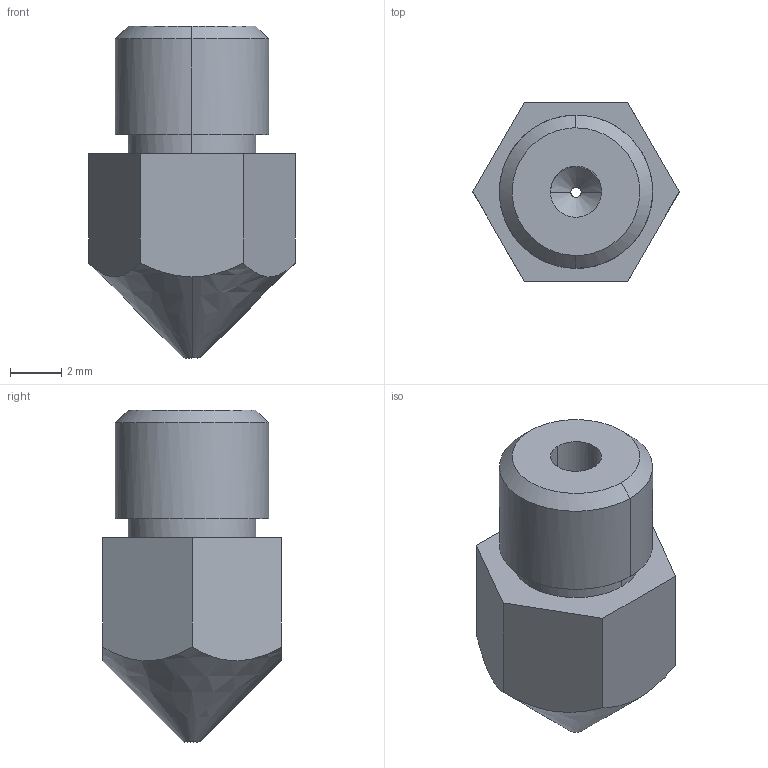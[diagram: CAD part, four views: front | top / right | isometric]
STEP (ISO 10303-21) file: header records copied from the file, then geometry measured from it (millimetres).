
FILE_DESCRIPTION(('FreeCAD Model'),'2;1');
FILE_NAME('MP2506-MK8_nozzle_0.4mm 01.stp','2016-01-27T22:40:53',('FreeCAD'),('FreeCAD'), 'Open CASCADE STEP processor 6.8','FreeCAD','Unknown');
FILE_SCHEMA(('AUTOMOTIVE_DESIGN_CC2 { 1 2 10303 214 -1 1 5 4 }'));
Length unit declared in the file: millimetre
Products named in the file (1): Open CASCADE STEP translator 6.8 114
Bounding box: 8.08 x 7 x 13 mm (x, y, z)
Volume: 343.8 mm3; surface area: 393.5 mm2
Topology: 1 solids, 1 shells, 24 faces, 58 edges, 38 vertices
Faces by surface type: bspline 14, plane 10
Entity records: 3148 total; most frequent: CARTESIAN_POINT 2373, B_SPLINE_CURVE_WITH_KNOTS 136, ORIENTED_EDGE 116, PCURVE 116, DEFINITIONAL_REPRESENTATION 116, EDGE_CURVE 58, SURFACE_CURVE 58, VERTEX_POINT 38
